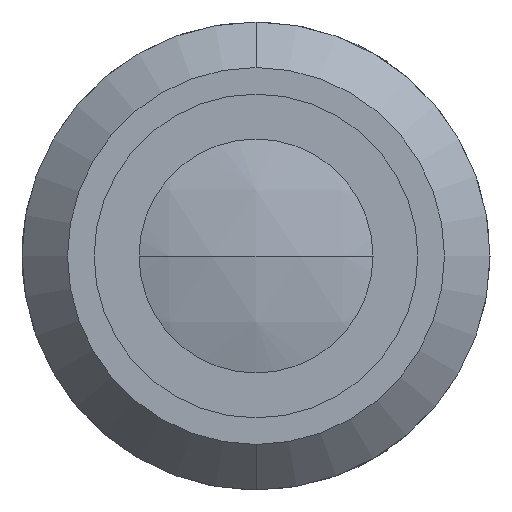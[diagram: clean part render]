
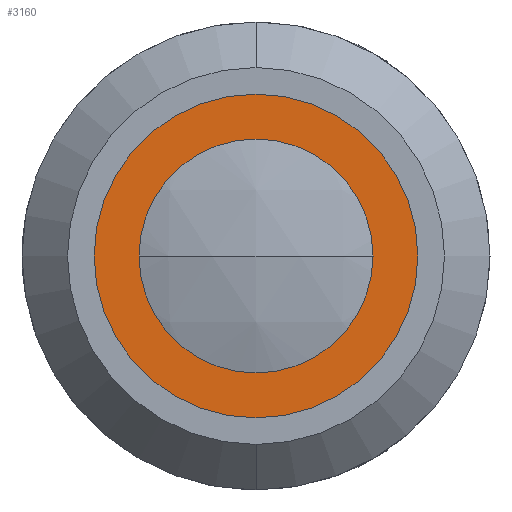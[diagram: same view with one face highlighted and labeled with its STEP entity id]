
A CAD part, left-side view. The second image highlights one B-rep face of the part: STEP entity #3160.
In plain terms, the highlighted planar face has unit normal (-1, 0, 0).
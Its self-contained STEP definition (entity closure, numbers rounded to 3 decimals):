
#13 = CIRCLE ( 'NONE', #781, 13.2 ) ;
#77 = VERTEX_POINT ( 'NONE', #1867 ) ;
#209 = DIRECTION ( 'NONE',  ( -1., 0., 0. ) ) ;
#353 = EDGE_CURVE ( 'NONE', #2860, #1725, #808, .T. ) ;
#421 = CARTESIAN_POINT ( 'NONE',  ( 3.5, 0., 0. ) ) ;
#660 = DIRECTION ( 'NONE',  ( 0., 0., -1. ) ) ;
#746 = CARTESIAN_POINT ( 'NONE',  ( 3.5, 0., -9. ) ) ;
#781 = AXIS2_PLACEMENT_3D ( 'NONE', #1498, #209, #2149 ) ;
#808 = CIRCLE ( 'NONE', #3167, 13.2 ) ;
#1156 = CARTESIAN_POINT ( 'NONE',  ( 3.5, 0., 0. ) ) ;
#1498 = CARTESIAN_POINT ( 'NONE',  ( 3.5, 0., 0. ) ) ;
#1694 = EDGE_CURVE ( 'NONE', #3561, #77, #2333, .T. ) ;
#1696 = AXIS2_PLACEMENT_3D ( 'NONE', #421, #3686, #2056 ) ;
#1725 = VERTEX_POINT ( 'NONE', #3098 ) ;
#1862 = DIRECTION ( 'NONE',  ( 0., 0., 1. ) ) ;
#1867 = CARTESIAN_POINT ( 'NONE',  ( 3.5, 0., 9. ) ) ;
#1921 = EDGE_LOOP ( 'NONE', ( #2558, #3362 ) ) ;
#2056 = DIRECTION ( 'NONE',  ( 0., 0., 1. ) ) ;
#2149 = DIRECTION ( 'NONE',  ( 0., 0., 1. ) ) ;
#2286 = CARTESIAN_POINT ( 'NONE',  ( 3.5, 13.2, 0. ) ) ;
#2333 = CIRCLE ( 'NONE', #1696, 9. ) ;
#2433 = AXIS2_PLACEMENT_3D ( 'NONE', #2286, #4292, #660 ) ;
#2558 = ORIENTED_EDGE ( 'NONE', *, *, #3310, .T. ) ;
#2574 = AXIS2_PLACEMENT_3D ( 'NONE', #3389, #3075, #2704 ) ;
#2704 = DIRECTION ( 'NONE',  ( 0., 0., 1. ) ) ;
#2860 = VERTEX_POINT ( 'NONE', #3995 ) ;
#2915 = PLANE ( 'NONE',  #2433 ) ;
#2937 = ORIENTED_EDGE ( 'NONE', *, *, #2971, .F. ) ;
#2971 = EDGE_CURVE ( 'NONE', #77, #3561, #4044, .T. ) ;
#3075 = DIRECTION ( 'NONE',  ( -1., 0., 0. ) ) ;
#3098 = CARTESIAN_POINT ( 'NONE',  ( 3.5, 0., 13.2 ) ) ;
#3160 = ADVANCED_FACE ( 'NONE', ( #3596, #4244 ), #2915, .F. ) ;
#3167 = AXIS2_PLACEMENT_3D ( 'NONE', #1156, #3788, #1862 ) ;
#3197 = EDGE_LOOP ( 'NONE', ( #2937, #3838 ) ) ;
#3310 = EDGE_CURVE ( 'NONE', #1725, #2860, #13, .T. ) ;
#3362 = ORIENTED_EDGE ( 'NONE', *, *, #353, .T. ) ;
#3389 = CARTESIAN_POINT ( 'NONE',  ( 3.5, 0., 0. ) ) ;
#3561 = VERTEX_POINT ( 'NONE', #746 ) ;
#3596 = FACE_BOUND ( 'NONE', #3197, .T. ) ;
#3686 = DIRECTION ( 'NONE',  ( -1., 0., 0. ) ) ;
#3788 = DIRECTION ( 'NONE',  ( -1., 0., 0. ) ) ;
#3838 = ORIENTED_EDGE ( 'NONE', *, *, #1694, .F. ) ;
#3995 = CARTESIAN_POINT ( 'NONE',  ( 3.5, 0., -13.2 ) ) ;
#4044 = CIRCLE ( 'NONE', #2574, 9. ) ;
#4244 = FACE_OUTER_BOUND ( 'NONE', #1921, .T. ) ;
#4292 = DIRECTION ( 'NONE',  ( 1., 0., 0. ) ) ;
